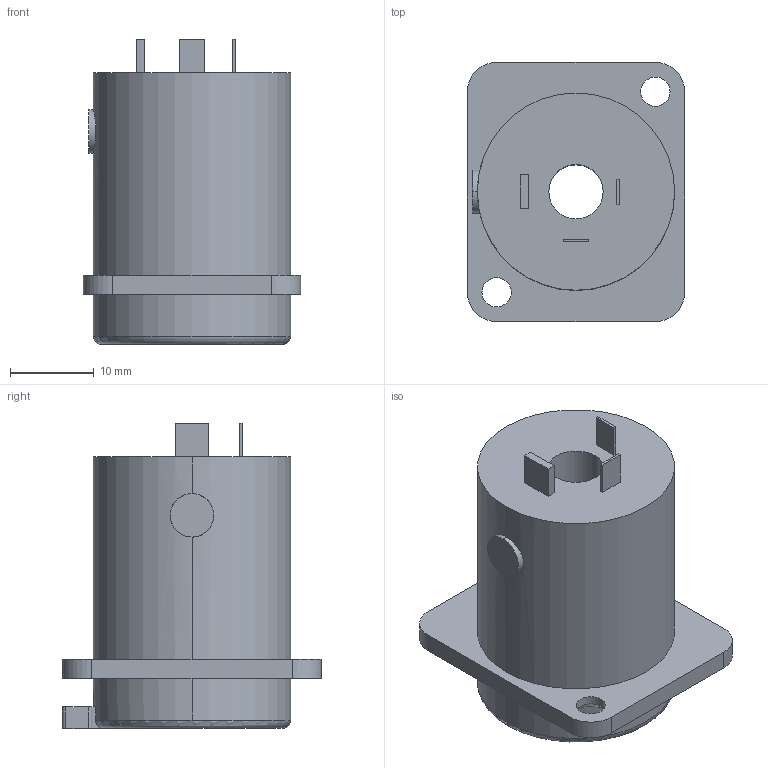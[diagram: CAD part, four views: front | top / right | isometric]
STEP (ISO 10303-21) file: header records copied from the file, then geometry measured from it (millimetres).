
FILE_DESCRIPTION((''),'2;1');
FILE_NAME('D-NJ3FP6C','2012-12-21T',('odo'),(''),'PRO/ENGINEER BY PARAMETRIC TECHNOLOGY CORPORATION, 2011310','PRO/ENGINEER BY PARAMETRIC TECHNOLOGY CORPORATION, 2011310','');
FILE_SCHEMA(('AUTOMOTIVE_DESIGN_CC2 { 1 2 10303 214 -1 1 5 2 }'));
Length unit declared in the file: millimetre
Products named in the file (1): D-NJ3FP6C
Bounding box: 26 x 31 x 36.51 mm (x, y, z)
Volume: 14019.8 mm3; surface area: 4875.2 mm2
Topology: 1 solids, 1 shells, 61 faces, 154 edges, 100 vertices
Faces by surface type: plane 34, cylinder 20, cone 4, torus 3
Entity records: 2581 total; most frequent: CARTESIAN_POINT 365, DIRECTION 321, ORIENTED_EDGE 308, COLOUR_RGB 209, PRESENTATION_STYLE_ASSIGNMENT 155, STYLED_ITEM 155, CURVE_STYLE 154, EDGE_CURVE 154
